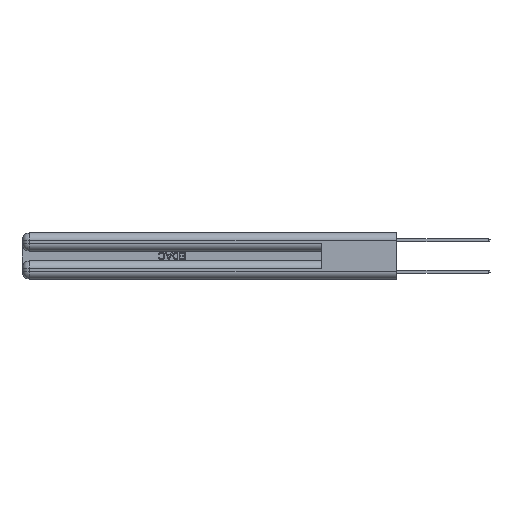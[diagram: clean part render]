
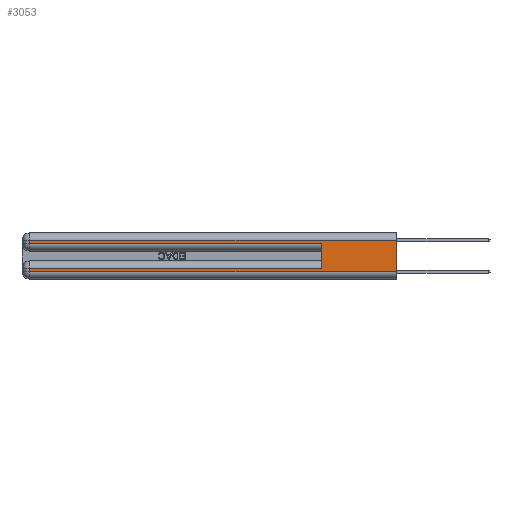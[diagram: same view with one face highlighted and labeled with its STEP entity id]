
A CAD part, left-side view. The second image highlights one B-rep face of the part: STEP entity #3053.
In plain terms, the highlighted planar face has unit normal (-1, 0, 0).
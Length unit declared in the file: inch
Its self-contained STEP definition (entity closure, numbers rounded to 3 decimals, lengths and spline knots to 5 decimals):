
#57 = CARTESIAN_POINT ( 'NONE',  ( 0., 0., 0.37 ) ) ;
#572 = PLANE ( 'NONE',  #22437 ) ;
#1260 = LINE ( 'NONE', #33682, #16592 ) ;
#1270 = CARTESIAN_POINT ( 'NONE',  ( 0., 2.94, 0.285 ) ) ;
#1896 = DIRECTION ( 'NONE',  ( 0., 0., -1. ) ) ;
#3053 = ADVANCED_FACE ( 'NONE', ( #3196 ), #572, .F. ) ;
#3185 = DIRECTION ( 'NONE',  ( 0., -1., 0. ) ) ;
#3196 = FACE_OUTER_BOUND ( 'NONE', #19079, .T. ) ;
#3527 = VERTEX_POINT ( 'NONE', #24034 ) ;
#3936 = CARTESIAN_POINT ( 'NONE',  ( 0., 2.94, 0.31 ) ) ;
#4098 = VECTOR ( 'NONE', #7487, 39.37008 ) ;
#5067 = VECTOR ( 'NONE', #1896, 39.37008 ) ;
#5426 = EDGE_CURVE ( 'NONE', #18431, #26409, #18463, .T. ) ;
#5739 = VERTEX_POINT ( 'NONE', #1270 ) ;
#6731 = DIRECTION ( 'NONE',  ( 0., 0., -1. ) ) ;
#7487 = DIRECTION ( 'NONE',  ( 0., 1., 0. ) ) ;
#7883 = LINE ( 'NONE', #8049, #24477 ) ;
#8049 = CARTESIAN_POINT ( 'NONE',  ( 0., 0.6, 0.145 ) ) ;
#8355 = EDGE_CURVE ( 'NONE', #26409, #20645, #18960, .T. ) ;
#10433 = EDGE_CURVE ( 'NONE', #27166, #18431, #14865, .T. ) ;
#10752 = DIRECTION ( 'NONE',  ( 0., 0., -1. ) ) ;
#11076 = CARTESIAN_POINT ( 'NONE',  ( 0., 0., 0.06 ) ) ;
#11898 = LINE ( 'NONE', #31016, #16828 ) ;
#14793 = CARTESIAN_POINT ( 'NONE',  ( 0., 0.6, 0.085 ) ) ;
#14865 = LINE ( 'NONE', #15044, #4098 ) ;
#15044 = CARTESIAN_POINT ( 'NONE',  ( 0., 0., 0.085 ) ) ;
#15803 = VECTOR ( 'NONE', #25726, 39.37008 ) ;
#16591 = VECTOR ( 'NONE', #3185, 39.37008 ) ;
#16592 = VECTOR ( 'NONE', #22990, 39.37008 ) ;
#16828 = VECTOR ( 'NONE', #19791, 39.37008 ) ;
#17174 = ORIENTED_EDGE ( 'NONE', *, *, #5426, .T. ) ;
#17514 = ORIENTED_EDGE ( 'NONE', *, *, #30042, .T. ) ;
#18431 = VERTEX_POINT ( 'NONE', #25507 ) ;
#18463 = LINE ( 'NONE', #28520, #15803 ) ;
#18960 = LINE ( 'NONE', #11076, #16591 ) ;
#19079 = EDGE_LOOP ( 'NONE', ( #27530, #24012, #17514, #23530, #25587, #33664, #17174, #25561 ) ) ;
#19791 = DIRECTION ( 'NONE',  ( 0., 1., 0. ) ) ;
#20645 = VERTEX_POINT ( 'NONE', #27991 ) ;
#21177 = CARTESIAN_POINT ( 'NONE',  ( 0., 0., 0.37 ) ) ;
#22424 = VERTEX_POINT ( 'NONE', #3936 ) ;
#22437 = AXIS2_PLACEMENT_3D ( 'NONE', #57, #32484, #10752 ) ;
#22990 = DIRECTION ( 'NONE',  ( 0., -1., 0. ) ) ;
#23530 = ORIENTED_EDGE ( 'NONE', *, *, #31767, .T. ) ;
#23839 = DIRECTION ( 'NONE',  ( 0., 0., 1. ) ) ;
#24012 = ORIENTED_EDGE ( 'NONE', *, *, #25149, .T. ) ;
#24034 = CARTESIAN_POINT ( 'NONE',  ( 0., 0.6, 0.285 ) ) ;
#24477 = VECTOR ( 'NONE', #23839, 39.37008 ) ;
#24718 = CARTESIAN_POINT ( 'NONE',  ( 0., 0., 0.31 ) ) ;
#24959 = VECTOR ( 'NONE', #6731, 39.37008 ) ;
#25149 = EDGE_CURVE ( 'NONE', #33666, #22424, #11898, .T. ) ;
#25371 = EDGE_CURVE ( 'NONE', #33666, #20645, #26100, .T. ) ;
#25507 = CARTESIAN_POINT ( 'NONE',  ( 0., 2.94, 0.085 ) ) ;
#25561 = ORIENTED_EDGE ( 'NONE', *, *, #8355, .T. ) ;
#25587 = ORIENTED_EDGE ( 'NONE', *, *, #32134, .F. ) ;
#25726 = DIRECTION ( 'NONE',  ( 0., 0., -1. ) ) ;
#26100 = LINE ( 'NONE', #21177, #5067 ) ;
#26409 = VERTEX_POINT ( 'NONE', #34206 ) ;
#27166 = VERTEX_POINT ( 'NONE', #14793 ) ;
#27530 = ORIENTED_EDGE ( 'NONE', *, *, #25371, .F. ) ;
#27991 = CARTESIAN_POINT ( 'NONE',  ( 0., 0., 0.06 ) ) ;
#28520 = CARTESIAN_POINT ( 'NONE',  ( 0., 2.94, 0.37 ) ) ;
#30042 = EDGE_CURVE ( 'NONE', #22424, #5739, #33878, .T. ) ;
#30571 = CARTESIAN_POINT ( 'NONE',  ( 0., 2.94, 0.37 ) ) ;
#31016 = CARTESIAN_POINT ( 'NONE',  ( 0., 0., 0.31 ) ) ;
#31767 = EDGE_CURVE ( 'NONE', #5739, #3527, #1260, .T. ) ;
#32134 = EDGE_CURVE ( 'NONE', #27166, #3527, #7883, .T. ) ;
#32484 = DIRECTION ( 'NONE',  ( 1., 0., 0. ) ) ;
#33664 = ORIENTED_EDGE ( 'NONE', *, *, #10433, .T. ) ;
#33666 = VERTEX_POINT ( 'NONE', #24718 ) ;
#33682 = CARTESIAN_POINT ( 'NONE',  ( 0., 0., 0.285 ) ) ;
#33878 = LINE ( 'NONE', #30571, #24959 ) ;
#34206 = CARTESIAN_POINT ( 'NONE',  ( 0., 2.94, 0.06 ) ) ;
